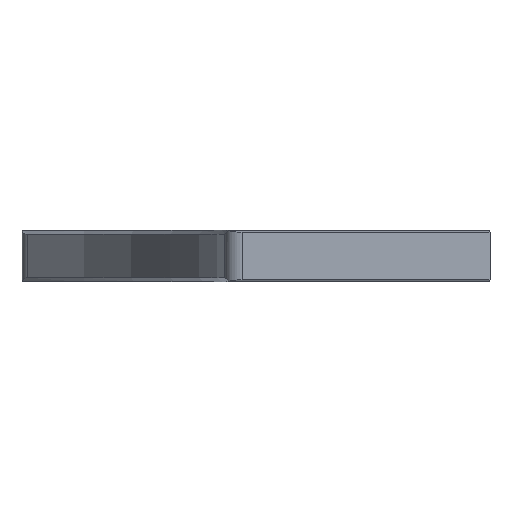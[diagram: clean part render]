
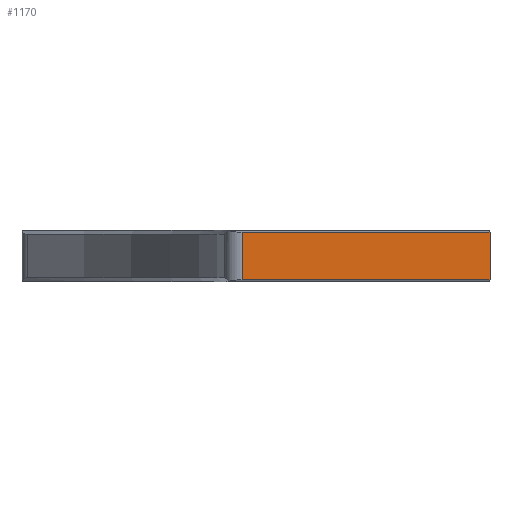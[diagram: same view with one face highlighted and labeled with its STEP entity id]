
A CAD part, front view. The second image highlights one B-rep face of the part: STEP entity #1170.
In plain terms, the highlighted planar face has unit normal (0, -1, 0).
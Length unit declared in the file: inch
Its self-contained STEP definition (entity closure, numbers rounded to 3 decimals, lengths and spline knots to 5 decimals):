
#143 = LINE ( 'NONE', #2100, #552 ) ;
#349 = EDGE_CURVE ( 'NONE', #3619, #1464, #2348, .T. ) ;
#467 = CARTESIAN_POINT ( 'NONE',  ( 6.469, 0., -0.35787 ) ) ;
#536 = ORIENTED_EDGE ( 'NONE', *, *, #349, .T. ) ;
#552 = VECTOR ( 'NONE', #2188, 39.37008 ) ;
#737 = LINE ( 'NONE', #1328, #2483 ) ;
#753 = DIRECTION ( 'NONE',  ( -1., 0., 0. ) ) ;
#955 = AXIS2_PLACEMENT_3D ( 'NONE', #1169, #2889, #3149 ) ;
#966 = LINE ( 'NONE', #2083, #3312 ) ;
#991 = EDGE_LOOP ( 'NONE', ( #1616, #2543, #1567, #536 ) ) ;
#1169 = CARTESIAN_POINT ( 'NONE',  ( 4.563, 0., -0.3735 ) ) ;
#1170 = ADVANCED_FACE ( 'NONE', ( #2021 ), #1520, .T. ) ;
#1197 = EDGE_CURVE ( 'NONE', #1464, #2733, #737, .T. ) ;
#1271 = CARTESIAN_POINT ( 'NONE',  ( 6.469, 0., -0.01563 ) ) ;
#1328 = CARTESIAN_POINT ( 'NONE',  ( 4.563, 0., -0.01562 ) ) ;
#1453 = EDGE_CURVE ( 'NONE', #2733, #2475, #143, .T. ) ;
#1464 = VERTEX_POINT ( 'NONE', #1271 ) ;
#1498 = EDGE_CURVE ( 'NONE', #2475, #3619, #966, .T. ) ;
#1520 = PLANE ( 'NONE',  #955 ) ;
#1567 = ORIENTED_EDGE ( 'NONE', *, *, #1498, .T. ) ;
#1616 = ORIENTED_EDGE ( 'NONE', *, *, #1197, .T. ) ;
#1848 = CARTESIAN_POINT ( 'NONE',  ( 4.68633, 0., -0.01562 ) ) ;
#2021 = FACE_OUTER_BOUND ( 'NONE', #991, .T. ) ;
#2083 = CARTESIAN_POINT ( 'NONE',  ( 6.469, 0., -0.35787 ) ) ;
#2100 = CARTESIAN_POINT ( 'NONE',  ( 4.68633, 0., -0.3425 ) ) ;
#2188 = DIRECTION ( 'NONE',  ( 0., 0., -1. ) ) ;
#2348 = LINE ( 'NONE', #3197, #3273 ) ;
#2475 = VERTEX_POINT ( 'NONE', #3527 ) ;
#2483 = VECTOR ( 'NONE', #753, 39.37008 ) ;
#2543 = ORIENTED_EDGE ( 'NONE', *, *, #1453, .T. ) ;
#2733 = VERTEX_POINT ( 'NONE', #1848 ) ;
#2889 = DIRECTION ( 'NONE',  ( 0., -1., 0. ) ) ;
#2924 = DIRECTION ( 'NONE',  ( 0., 0., 1. ) ) ;
#3149 = DIRECTION ( 'NONE',  ( 0., 0., -1. ) ) ;
#3197 = CARTESIAN_POINT ( 'NONE',  ( 6.469, 0., -0.3735 ) ) ;
#3249 = DIRECTION ( 'NONE',  ( 1., 0., 0. ) ) ;
#3273 = VECTOR ( 'NONE', #2924, 39.37008 ) ;
#3312 = VECTOR ( 'NONE', #3249, 39.37008 ) ;
#3527 = CARTESIAN_POINT ( 'NONE',  ( 4.68633, 0., -0.35787 ) ) ;
#3619 = VERTEX_POINT ( 'NONE', #467 ) ;
